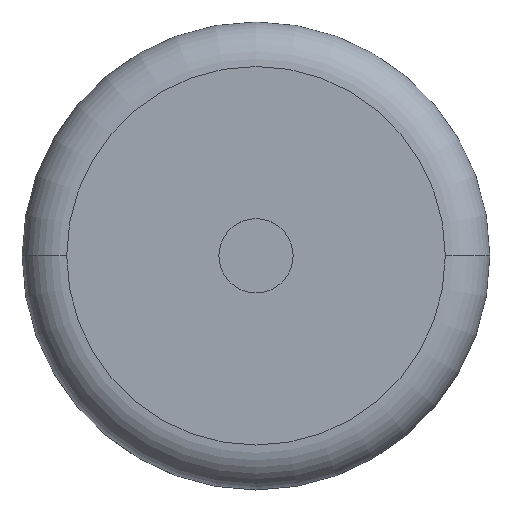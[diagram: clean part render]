
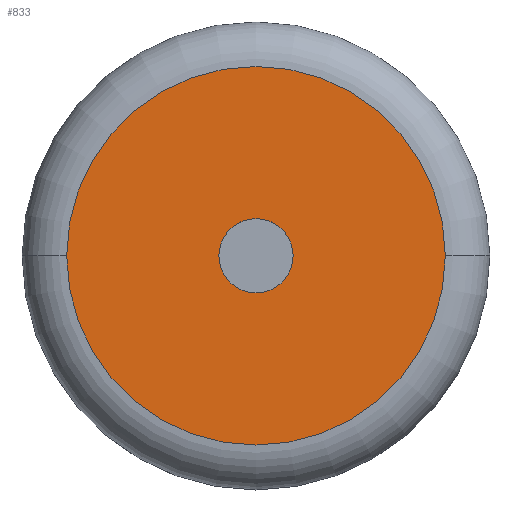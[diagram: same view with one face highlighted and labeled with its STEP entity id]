
A CAD part, top view. The second image highlights one B-rep face of the part: STEP entity #833.
In plain terms, the highlighted planar face has unit normal (0, 0, 1).
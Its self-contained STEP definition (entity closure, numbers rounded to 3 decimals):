
#24 = AXIS2_PLACEMENT_3D ( 'NONE', #705, #268, #780 ) ;
#38 = AXIS2_PLACEMENT_3D ( 'NONE', #138, #660, #215 ) ;
#124 = DIRECTION ( 'NONE',  ( 0., 0., 1. ) ) ;
#136 = VERTEX_POINT ( 'NONE', #781 ) ;
#138 = CARTESIAN_POINT ( 'NONE',  ( 0., 0., 6.9 ) ) ;
#169 = DIRECTION ( 'NONE',  ( 0., 0., 1. ) ) ;
#191 = CARTESIAN_POINT ( 'NONE',  ( 0., -1., 6.9 ) ) ;
#200 = FACE_BOUND ( 'NONE', #783, .T. ) ;
#202 = EDGE_CURVE ( 'NONE', #671, #136, #488, .T. ) ;
#205 = AXIS2_PLACEMENT_3D ( 'NONE', #643, #124, #937 ) ;
#215 = DIRECTION ( 'NONE',  ( 1., 0., 0. ) ) ;
#216 = DIRECTION ( 'NONE',  ( 0., 0., 1. ) ) ;
#263 = CIRCLE ( 'NONE', #38, 5.1 ) ;
#268 = DIRECTION ( 'NONE',  ( 0., 0., 1. ) ) ;
#289 = EDGE_LOOP ( 'NONE', ( #539, #567 ) ) ;
#402 = EDGE_CURVE ( 'NONE', #858, #519, #263, .T. ) ;
#428 = PLANE ( 'NONE',  #205 ) ;
#488 = CIRCLE ( 'NONE', #810, 1. ) ;
#490 = ORIENTED_EDGE ( 'NONE', *, *, #624, .F. ) ;
#496 = CARTESIAN_POINT ( 'NONE',  ( -5.1, 0., 6.9 ) ) ;
#519 = VERTEX_POINT ( 'NONE', #540 ) ;
#539 = ORIENTED_EDGE ( 'NONE', *, *, #935, .T. ) ;
#540 = CARTESIAN_POINT ( 'NONE',  ( 5.1, 0., 6.9 ) ) ;
#548 = FACE_OUTER_BOUND ( 'NONE', #289, .T. ) ;
#567 = ORIENTED_EDGE ( 'NONE', *, *, #402, .T. ) ;
#587 = CIRCLE ( 'NONE', #798, 5.1 ) ;
#617 = CARTESIAN_POINT ( 'NONE',  ( 0., 0., 6.9 ) ) ;
#624 = EDGE_CURVE ( 'NONE', #136, #671, #802, .T. ) ;
#643 = CARTESIAN_POINT ( 'NONE',  ( 0., 0., 6.9 ) ) ;
#660 = DIRECTION ( 'NONE',  ( 0., 0., 1. ) ) ;
#661 = CARTESIAN_POINT ( 'NONE',  ( 0., 0., 6.9 ) ) ;
#671 = VERTEX_POINT ( 'NONE', #191 ) ;
#688 = DIRECTION ( 'NONE',  ( 0., -1., 0. ) ) ;
#705 = CARTESIAN_POINT ( 'NONE',  ( 0., 0., 6.9 ) ) ;
#736 = DIRECTION ( 'NONE',  ( 1., 0., 0. ) ) ;
#780 = DIRECTION ( 'NONE',  ( 0., -1., 0. ) ) ;
#781 = CARTESIAN_POINT ( 'NONE',  ( 0., 1., 6.9 ) ) ;
#783 = EDGE_LOOP ( 'NONE', ( #830, #490 ) ) ;
#798 = AXIS2_PLACEMENT_3D ( 'NONE', #661, #216, #736 ) ;
#802 = CIRCLE ( 'NONE', #24, 1. ) ;
#810 = AXIS2_PLACEMENT_3D ( 'NONE', #617, #169, #688 ) ;
#830 = ORIENTED_EDGE ( 'NONE', *, *, #202, .F. ) ;
#833 = ADVANCED_FACE ( 'NONE', ( #200, #548 ), #428, .T. ) ;
#858 = VERTEX_POINT ( 'NONE', #496 ) ;
#935 = EDGE_CURVE ( 'NONE', #519, #858, #587, .T. ) ;
#937 = DIRECTION ( 'NONE',  ( 1., 0., 0. ) ) ;
